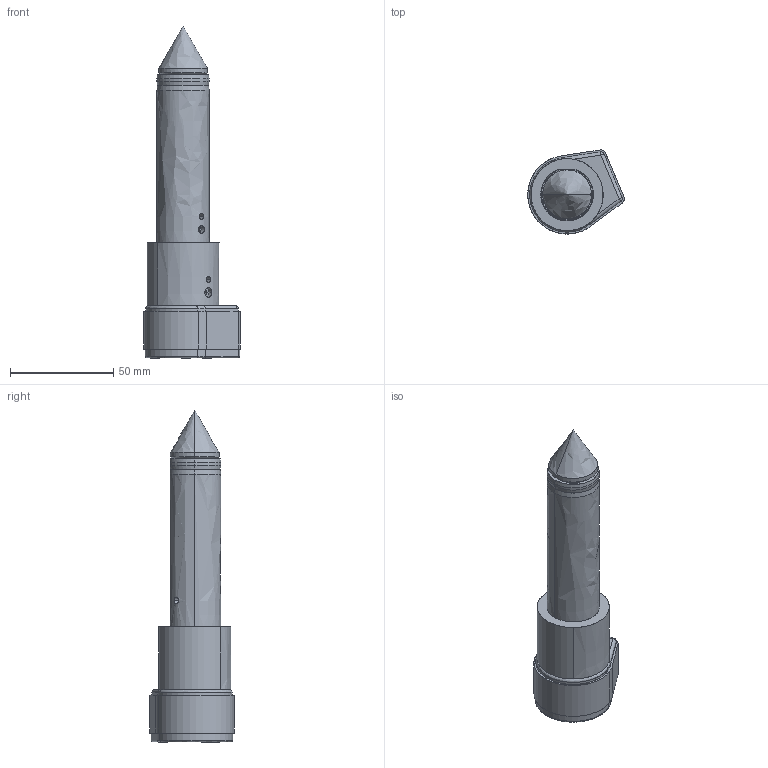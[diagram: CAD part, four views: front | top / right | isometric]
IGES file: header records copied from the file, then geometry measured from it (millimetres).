
Start section: SolidWorks IGES file using analytic representation for surfaces
Global section: file name: TP108.IGS; native system: SolidWorks 2007; preprocessor: SolidWorks 2007; author: tmiller; date: 080916.095036; units: inch
Bounding box: 46.72 x 40.75 x 160.78 mm (x, y, z)
Surface area: 43504.3 mm2 (no closed solid volume)
Topology: 0 solids, 0 shells, 746 faces, 7450 edges, 7430 vertices
Faces by surface type: bspline 395, revolution 351
